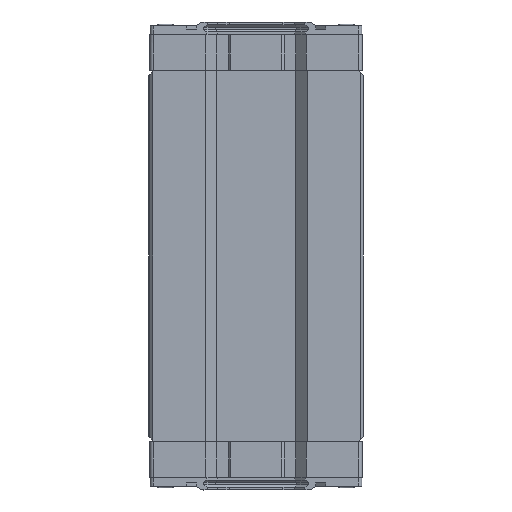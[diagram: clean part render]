
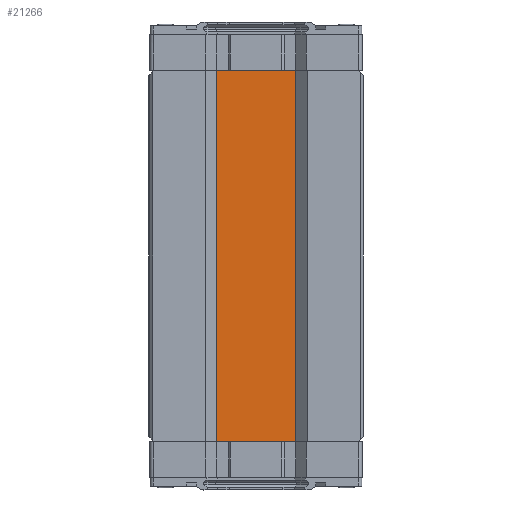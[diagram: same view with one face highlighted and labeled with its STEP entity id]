
A CAD part, front view. The second image highlights one B-rep face of the part: STEP entity #21266.
In plain terms, the highlighted planar face has unit normal (0, -1, 0).
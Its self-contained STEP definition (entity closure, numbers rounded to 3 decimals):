
#1119=PLANE('',#22897);
#2090=LINE('',#36034,#4076);
#2096=LINE('',#36058,#4082);
#2952=LINE('',#43395,#4938);
#3018=LINE('',#43654,#5004);
#3063=LINE('',#43768,#5049);
#3065=LINE('',#43771,#5051);
#3105=LINE('',#43845,#5091);
#3106=LINE('',#43846,#5092);
#4076=VECTOR('',#25552,0.169);
#4082=VECTOR('',#25572,0.169);
#4938=VECTOR('',#27672,0.169);
#5004=VECTOR('',#27872,0.169);
#5049=VECTOR('',#27983,103.5);
#5051=VECTOR('',#27987,103.5);
#5091=VECTOR('',#28063,22.2);
#5092=VECTOR('',#28064,22.2);
#6239=FACE_OUTER_BOUND('',#7523,.T.);
#7523=EDGE_LOOP('',(#18597,#18598,#18599,#18600,#18601,#18602,#18603,#18604));
#9186=VERTEX_POINT('',#34936);
#9203=VERTEX_POINT('',#35002);
#9295=VERTEX_POINT('',#36033);
#9306=VERTEX_POINT('',#36057);
#10040=VERTEX_POINT('',#42532);
#10057=VERTEX_POINT('',#42598);
#10088=VERTEX_POINT('',#43394);
#10160=VERTEX_POINT('',#43653);
#11621=EDGE_CURVE('',#9186,#9295,#2090,.T.);
#11633=EDGE_CURVE('',#9306,#9203,#2096,.T.);
#12841=EDGE_CURVE('',#10088,#10057,#2952,.T.);
#12942=EDGE_CURVE('',#10040,#10160,#3018,.T.);
#12999=EDGE_CURVE('',#10160,#9306,#3063,.T.);
#13001=EDGE_CURVE('',#9295,#10088,#3065,.T.);
#13041=EDGE_CURVE('',#9203,#9186,#3105,.T.);
#13042=EDGE_CURVE('',#10040,#10057,#3106,.T.);
#18597=ORIENTED_EDGE('',*,*,#13001,.F.);
#18598=ORIENTED_EDGE('',*,*,#11621,.F.);
#18599=ORIENTED_EDGE('',*,*,#13041,.F.);
#18600=ORIENTED_EDGE('',*,*,#11633,.F.);
#18601=ORIENTED_EDGE('',*,*,#12999,.F.);
#18602=ORIENTED_EDGE('',*,*,#12942,.F.);
#18603=ORIENTED_EDGE('',*,*,#13042,.T.);
#18604=ORIENTED_EDGE('',*,*,#12841,.F.);
#21266=ADVANCED_FACE('',(#6239),#1119,.F.);
#22897=AXIS2_PLACEMENT_3D('',#43844,#28061,#28062);
#25552=DIRECTION('',(1.,0.,0.));
#25572=DIRECTION('',(1.,0.,0.));
#27672=DIRECTION('',(-1.,0.,0.));
#27872=DIRECTION('',(-1.,0.,0.));
#27983=DIRECTION('',(0.,0.,1.));
#27987=DIRECTION('',(0.,0.,-1.));
#28061=DIRECTION('center_axis',(0.,1.,0.));
#28062=DIRECTION('ref_axis',(0.,0.,1.));
#28063=DIRECTION('',(1.,0.,0.));
#28064=DIRECTION('',(1.,0.,0.));
#34936=CARTESIAN_POINT('',(11.1,4.05,51.75));
#35002=CARTESIAN_POINT('',(-11.1,4.05,51.75));
#36033=CARTESIAN_POINT('',(11.269,4.05,51.75));
#36034=CARTESIAN_POINT('',(5.634,4.05,51.75));
#36057=CARTESIAN_POINT('',(-11.269,4.05,51.75));
#36058=CARTESIAN_POINT('',(5.634,4.05,51.75));
#42532=CARTESIAN_POINT('',(-11.1,4.05,-51.75));
#42598=CARTESIAN_POINT('',(11.1,4.05,-51.75));
#43394=CARTESIAN_POINT('',(11.269,4.05,-51.75));
#43395=CARTESIAN_POINT('',(5.634,4.05,-51.75));
#43653=CARTESIAN_POINT('',(-11.269,4.05,-51.75));
#43654=CARTESIAN_POINT('',(5.634,4.05,-51.75));
#43768=CARTESIAN_POINT('',(-11.269,4.05,51.75));
#43771=CARTESIAN_POINT('',(11.269,4.05,51.75));
#43844=CARTESIAN_POINT('Origin',(11.269,4.05,51.75));
#43845=CARTESIAN_POINT('',(0.,4.05,51.75));
#43846=CARTESIAN_POINT('',(0.,4.05,-51.75));
